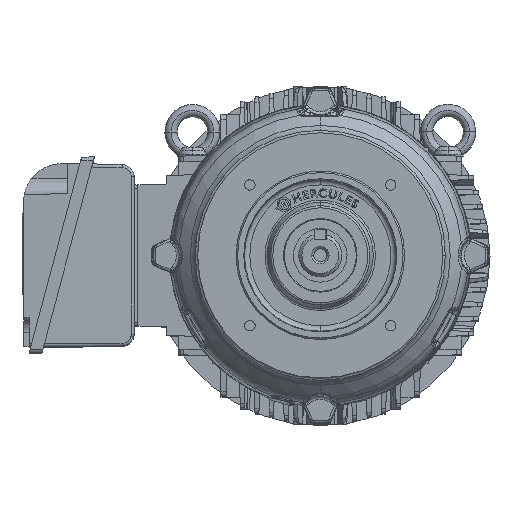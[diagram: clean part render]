
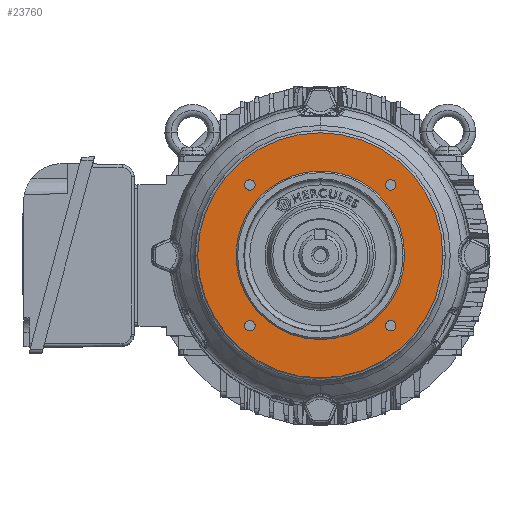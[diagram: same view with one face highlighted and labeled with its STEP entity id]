
A CAD part, top view. The second image highlights one B-rep face of the part: STEP entity #23760.
In plain terms, the highlighted planar face has unit normal (0, 0, 1).
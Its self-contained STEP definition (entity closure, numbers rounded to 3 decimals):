
#418 = CARTESIAN_POINT ( 'NONE',  ( -45.962, 45.962, 76. ) ) ;
#1102 = DIRECTION ( 'NONE',  ( 0., 0., 1. ) ) ;
#1443 = EDGE_LOOP ( 'NONE', ( #43957, #55820 ) ) ;
#1846 = CIRCLE ( 'NONE', #67820, 3.4 ) ;
#2026 = DIRECTION ( 'NONE',  ( 0., 0., 1. ) ) ;
#2055 = CIRCLE ( 'NONE', #42744, 55. ) ;
#2062 = CARTESIAN_POINT ( 'NONE',  ( 0., 0., 76. ) ) ;
#2413 = AXIS2_PLACEMENT_3D ( 'NONE', #33717, #17220, #18563 ) ;
#2768 = DIRECTION ( 'NONE',  ( 1., 0., 0. ) ) ;
#3036 = CIRCLE ( 'NONE', #29445, 3.4 ) ;
#4222 = ORIENTED_EDGE ( 'NONE', *, *, #45851, .F. ) ;
#5300 = CIRCLE ( 'NONE', #50365, 55. ) ;
#6408 = VERTEX_POINT ( 'NONE', #63043 ) ;
#6602 = FACE_BOUND ( 'NONE', #34009, .T. ) ;
#6846 = AXIS2_PLACEMENT_3D ( 'NONE', #418, #1102, #52733 ) ;
#6880 = CIRCLE ( 'NONE', #49769, 3.4 ) ;
#6945 = EDGE_CURVE ( 'NONE', #35327, #30092, #22722, .T. ) ;
#7147 = ORIENTED_EDGE ( 'NONE', *, *, #22842, .F. ) ;
#7962 = DIRECTION ( 'NONE',  ( 0., 0., 1. ) ) ;
#8828 = EDGE_LOOP ( 'NONE', ( #66478, #67690 ) ) ;
#9597 = DIRECTION ( 'NONE',  ( 0., 0., 1. ) ) ;
#10274 = CIRCLE ( 'NONE', #16871, 3.4 ) ;
#11276 = CIRCLE ( 'NONE', #6846, 3.4 ) ;
#14905 = CARTESIAN_POINT ( 'NONE',  ( 49.362, -45.962, 76. ) ) ;
#14982 = CIRCLE ( 'NONE', #33699, 80. ) ;
#15221 = VERTEX_POINT ( 'NONE', #23199 ) ;
#15437 = DIRECTION ( 'NONE',  ( 1., 0., 0. ) ) ;
#16871 = AXIS2_PLACEMENT_3D ( 'NONE', #62248, #9597, #15437 ) ;
#16930 = DIRECTION ( 'NONE',  ( -1., 0., 0. ) ) ;
#17079 = DIRECTION ( 'NONE',  ( 0., 0., 1. ) ) ;
#17220 = DIRECTION ( 'NONE',  ( 0., 0., 1. ) ) ;
#17243 = CARTESIAN_POINT ( 'NONE',  ( 55., 0., 76. ) ) ;
#17765 = VERTEX_POINT ( 'NONE', #32105 ) ;
#18563 = DIRECTION ( 'NONE',  ( 1., 0., 0. ) ) ;
#20417 = ORIENTED_EDGE ( 'NONE', *, *, #50651, .F. ) ;
#20817 = DIRECTION ( 'NONE',  ( 1., 0., 0. ) ) ;
#20910 = CIRCLE ( 'NONE', #27579, 3.4 ) ;
#21717 = FACE_OUTER_BOUND ( 'NONE', #8828, .T. ) ;
#22458 = ORIENTED_EDGE ( 'NONE', *, *, #43001, .F. ) ;
#22722 = CIRCLE ( 'NONE', #57892, 3.4 ) ;
#22842 = EDGE_CURVE ( 'NONE', #61677, #31476, #2055, .T. ) ;
#23072 = DIRECTION ( 'NONE',  ( 1., 0., 0. ) ) ;
#23199 = CARTESIAN_POINT ( 'NONE',  ( 80., 0., 76. ) ) ;
#23732 = AXIS2_PLACEMENT_3D ( 'NONE', #55103, #7962, #2768 ) ;
#23760 = ADVANCED_FACE ( 'NONE', ( #26913, #47575, #27601, #53057, #6602, #21717 ), #63731, .F. ) ;
#23967 = DIRECTION ( 'NONE',  ( 1., 0., 0. ) ) ;
#24448 = EDGE_LOOP ( 'NONE', ( #4222, #50905 ) ) ;
#26913 = FACE_BOUND ( 'NONE', #42554, .T. ) ;
#27579 = AXIS2_PLACEMENT_3D ( 'NONE', #50136, #58845, #23967 ) ;
#27601 = FACE_BOUND ( 'NONE', #24448, .T. ) ;
#28172 = CIRCLE ( 'NONE', #23732, 80. ) ;
#28456 = CARTESIAN_POINT ( 'NONE',  ( 0., 0., 76. ) ) ;
#28826 = CIRCLE ( 'NONE', #2413, 3.4 ) ;
#29445 = AXIS2_PLACEMENT_3D ( 'NONE', #66556, #50695, #65537 ) ;
#29570 = CARTESIAN_POINT ( 'NONE',  ( -55., 0., 76. ) ) ;
#29889 = EDGE_CURVE ( 'NONE', #66768, #17765, #11276, .T. ) ;
#30092 = VERTEX_POINT ( 'NONE', #50631 ) ;
#31476 = VERTEX_POINT ( 'NONE', #29570 ) ;
#31507 = CARTESIAN_POINT ( 'NONE',  ( 0., 0., 76. ) ) ;
#32075 = CARTESIAN_POINT ( 'NONE',  ( 0., 0., 76. ) ) ;
#32105 = CARTESIAN_POINT ( 'NONE',  ( -49.362, 45.962, 76. ) ) ;
#33424 = DIRECTION ( 'NONE',  ( 0., 0., 1. ) ) ;
#33699 = AXIS2_PLACEMENT_3D ( 'NONE', #28456, #39096, #59437 ) ;
#33717 = CARTESIAN_POINT ( 'NONE',  ( 45.962, -45.962, 76. ) ) ;
#33797 = EDGE_CURVE ( 'NONE', #17765, #66768, #10274, .T. ) ;
#33979 = EDGE_LOOP ( 'NONE', ( #47164, #67174 ) ) ;
#34009 = EDGE_LOOP ( 'NONE', ( #20417, #61840 ) ) ;
#35327 = VERTEX_POINT ( 'NONE', #46006 ) ;
#36604 = VERTEX_POINT ( 'NONE', #50777 ) ;
#36662 = DIRECTION ( 'NONE',  ( 1., 0., 0. ) ) ;
#37671 = DIRECTION ( 'NONE',  ( 0., 0., 1. ) ) ;
#38063 = DIRECTION ( 'NONE',  ( 1., 0., 0. ) ) ;
#38260 = EDGE_CURVE ( 'NONE', #56607, #15221, #28172, .T. ) ;
#39096 = DIRECTION ( 'NONE',  ( 0., 0., 1. ) ) ;
#39193 = DIRECTION ( 'NONE',  ( 1., 0., 0. ) ) ;
#40380 = EDGE_CURVE ( 'NONE', #54099, #6408, #3036, .T. ) ;
#42554 = EDGE_LOOP ( 'NONE', ( #7147, #22458 ) ) ;
#42744 = AXIS2_PLACEMENT_3D ( 'NONE', #2062, #33424, #23072 ) ;
#43001 = EDGE_CURVE ( 'NONE', #31476, #61677, #5300, .T. ) ;
#43687 = CARTESIAN_POINT ( 'NONE',  ( 45.962, 45.962, 76. ) ) ;
#43957 = ORIENTED_EDGE ( 'NONE', *, *, #40380, .F. ) ;
#45851 = EDGE_CURVE ( 'NONE', #36604, #52165, #20910, .T. ) ;
#46006 = CARTESIAN_POINT ( 'NONE',  ( 42.562, 45.962, 76. ) ) ;
#47164 = ORIENTED_EDGE ( 'NONE', *, *, #29889, .F. ) ;
#47575 = FACE_BOUND ( 'NONE', #1443, .T. ) ;
#49769 = AXIS2_PLACEMENT_3D ( 'NONE', #43687, #2026, #39193 ) ;
#50136 = CARTESIAN_POINT ( 'NONE',  ( -45.962, -45.962, 76. ) ) ;
#50365 = AXIS2_PLACEMENT_3D ( 'NONE', #31507, #63172, #36662 ) ;
#50631 = CARTESIAN_POINT ( 'NONE',  ( 49.362, 45.962, 76. ) ) ;
#50651 = EDGE_CURVE ( 'NONE', #30092, #35327, #6880, .T. ) ;
#50695 = DIRECTION ( 'NONE',  ( 0., 0., 1. ) ) ;
#50777 = CARTESIAN_POINT ( 'NONE',  ( -42.562, -45.962, 76. ) ) ;
#50905 = ORIENTED_EDGE ( 'NONE', *, *, #68013, .F. ) ;
#51422 = CARTESIAN_POINT ( 'NONE',  ( -80., 0., 76. ) ) ;
#52165 = VERTEX_POINT ( 'NONE', #68005 ) ;
#52733 = DIRECTION ( 'NONE',  ( 1., 0., 0. ) ) ;
#53057 = FACE_BOUND ( 'NONE', #33979, .T. ) ;
#54099 = VERTEX_POINT ( 'NONE', #14905 ) ;
#54232 = CARTESIAN_POINT ( 'NONE',  ( 45.962, 45.962, 76. ) ) ;
#54928 = CARTESIAN_POINT ( 'NONE',  ( -42.562, 45.962, 76. ) ) ;
#55103 = CARTESIAN_POINT ( 'NONE',  ( 0., 0., 76. ) ) ;
#55820 = ORIENTED_EDGE ( 'NONE', *, *, #59568, .F. ) ;
#56607 = VERTEX_POINT ( 'NONE', #51422 ) ;
#57892 = AXIS2_PLACEMENT_3D ( 'NONE', #54232, #17079, #38063 ) ;
#58845 = DIRECTION ( 'NONE',  ( 0., 0., 1. ) ) ;
#59437 = DIRECTION ( 'NONE',  ( 1., 0., 0. ) ) ;
#59568 = EDGE_CURVE ( 'NONE', #6408, #54099, #28826, .T. ) ;
#60372 = AXIS2_PLACEMENT_3D ( 'NONE', #32075, #64082, #16930 ) ;
#61677 = VERTEX_POINT ( 'NONE', #17243 ) ;
#61840 = ORIENTED_EDGE ( 'NONE', *, *, #6945, .F. ) ;
#62248 = CARTESIAN_POINT ( 'NONE',  ( -45.962, 45.962, 76. ) ) ;
#63043 = CARTESIAN_POINT ( 'NONE',  ( 42.562, -45.962, 76. ) ) ;
#63172 = DIRECTION ( 'NONE',  ( 0., 0., 1. ) ) ;
#63731 = PLANE ( 'NONE',  #60372 ) ;
#64082 = DIRECTION ( 'NONE',  ( 0., 0., -1. ) ) ;
#65537 = DIRECTION ( 'NONE',  ( 1., 0., 0. ) ) ;
#66478 = ORIENTED_EDGE ( 'NONE', *, *, #67737, .T. ) ;
#66556 = CARTESIAN_POINT ( 'NONE',  ( 45.962, -45.962, 76. ) ) ;
#66768 = VERTEX_POINT ( 'NONE', #54928 ) ;
#67174 = ORIENTED_EDGE ( 'NONE', *, *, #33797, .F. ) ;
#67690 = ORIENTED_EDGE ( 'NONE', *, *, #38260, .T. ) ;
#67737 = EDGE_CURVE ( 'NONE', #15221, #56607, #14982, .T. ) ;
#67820 = AXIS2_PLACEMENT_3D ( 'NONE', #68006, #37671, #20817 ) ;
#68005 = CARTESIAN_POINT ( 'NONE',  ( -49.362, -45.962, 76. ) ) ;
#68006 = CARTESIAN_POINT ( 'NONE',  ( -45.962, -45.962, 76. ) ) ;
#68013 = EDGE_CURVE ( 'NONE', #52165, #36604, #1846, .T. ) ;
